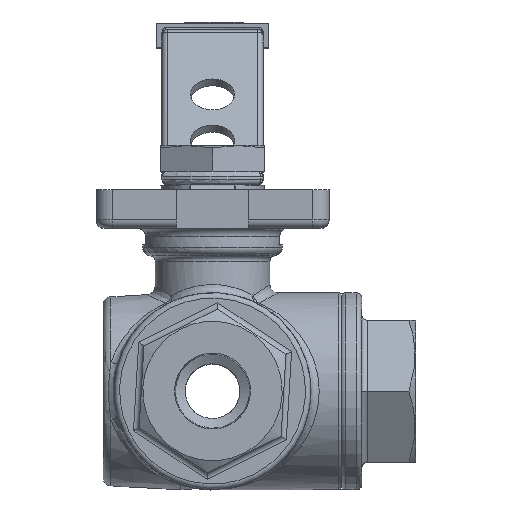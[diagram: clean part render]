
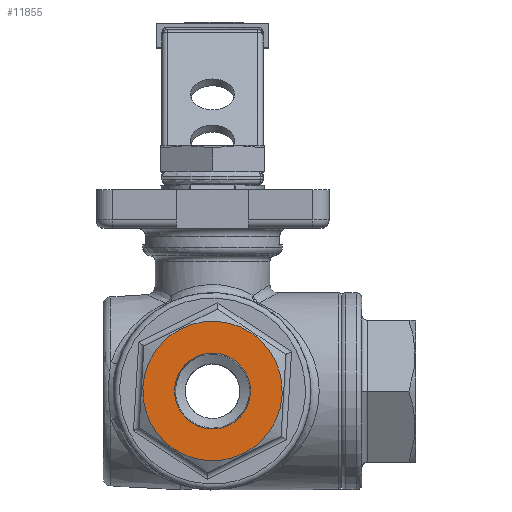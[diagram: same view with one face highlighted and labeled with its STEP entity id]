
A CAD part, top view. The second image highlights one B-rep face of the part: STEP entity #11855.
In plain terms, the highlighted face is planar.
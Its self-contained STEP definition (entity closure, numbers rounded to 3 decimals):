
#469=PLANE('',#12667);
#4138=ORIENTED_EDGE('',*,*,#7130,.F.);
#4139=ORIENTED_EDGE('',*,*,#7131,.T.);
#7130=EDGE_CURVE('',#8704,#8704,#9557,.T.);
#7131=EDGE_CURVE('',#8705,#8705,#9558,.T.);
#8704=VERTEX_POINT('',#19153);
#8705=VERTEX_POINT('',#19155);
#9557=CIRCLE('',#12668,12.75);
#9558=CIRCLE('',#12669,6.941);
#10042=EDGE_LOOP('',(#4138));
#10043=EDGE_LOOP('',(#4139));
#10907=FACE_BOUND('',#10042,.T.);
#10908=FACE_BOUND('',#10043,.T.);
#11855=ADVANCED_FACE('',(#10907,#10908),#469,.T.);
#12667=AXIS2_PLACEMENT_3D('',#19151,#14143,#14144);
#12668=AXIS2_PLACEMENT_3D('',#19152,#14145,#14146);
#12669=AXIS2_PLACEMENT_3D('',#19154,#14147,#14148);
#14143=DIRECTION('',(1.,0.,0.));
#14144=DIRECTION('',(0.,0.,-1.));
#14145=DIRECTION('',(-1.,0.,0.));
#14146=DIRECTION('',(0.,0.,1.));
#14147=DIRECTION('',(-1.,0.,0.));
#14148=DIRECTION('',(0.,0.,-1.));
#19151=CARTESIAN_POINT('',(27.9,0.,0.));
#19152=CARTESIAN_POINT('',(27.9,0.,0.));
#19153=CARTESIAN_POINT('',(27.9,0.,12.75));
#19154=CARTESIAN_POINT('',(27.9,0.,0.));
#19155=CARTESIAN_POINT('',(27.9,0.,-6.941));
